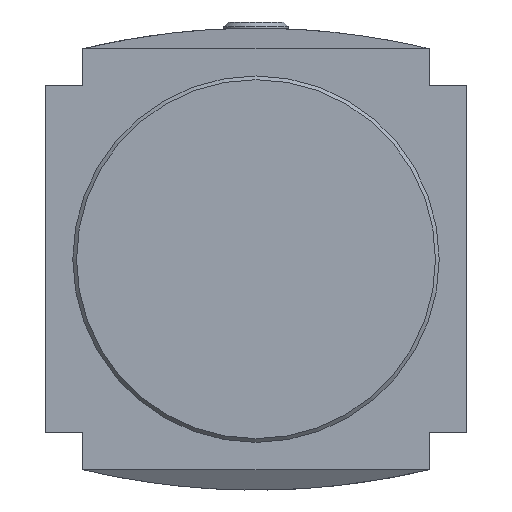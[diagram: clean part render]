
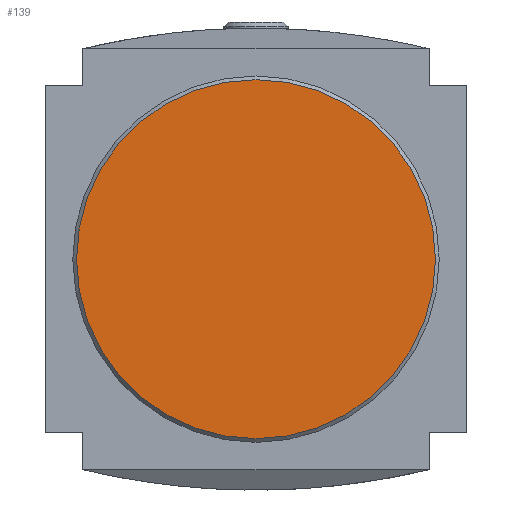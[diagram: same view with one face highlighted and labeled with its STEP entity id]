
A CAD part, front view. The second image highlights one B-rep face of the part: STEP entity #139.
In plain terms, the highlighted planar face has unit normal (0, -1, 0).
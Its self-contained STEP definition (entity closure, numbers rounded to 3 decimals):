
#139 = ADVANCED_FACE( '', ( #364 ), #365, .F. );
#364 = FACE_OUTER_BOUND( '', #830, .T. );
#365 = PLANE( '', #831 );
#830 = EDGE_LOOP( '', ( #1333 ) );
#831 = AXIS2_PLACEMENT_3D( '', #1334, #1335, #1336 );
#1333 = ORIENTED_EDGE( '', *, *, #2970, .T. );
#1334 = CARTESIAN_POINT( '', ( 36.25, -54., 0. ) );
#1335 = DIRECTION( '', ( 0., 1., 0. ) );
#1336 = DIRECTION( '', ( 0., 0., 1. ) );
#2970 = EDGE_CURVE( '', #3512, #3512, #3513, .T. );
#3512 = VERTEX_POINT( '', #4492 );
#3513 = CIRCLE( '', #4493, 36.25 );
#4492 = CARTESIAN_POINT( '', ( 0., -54., -36.25 ) );
#4493 = AXIS2_PLACEMENT_3D( '', #5742, #5743, #5744 );
#5742 = CARTESIAN_POINT( '', ( 0., -54., 0. ) );
#5743 = DIRECTION( '', ( 0., -1., 0. ) );
#5744 = DIRECTION( '', ( 0., 0., -1. ) );
